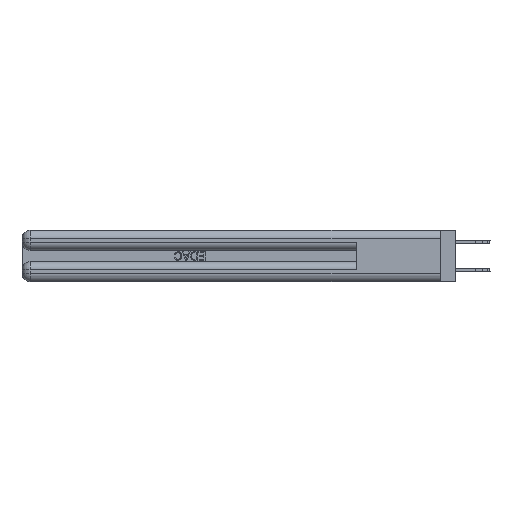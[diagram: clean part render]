
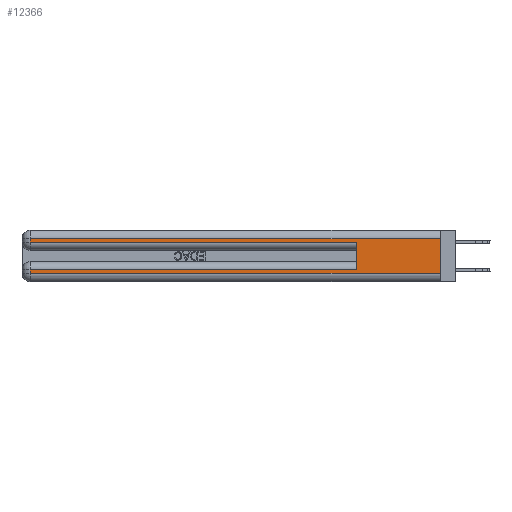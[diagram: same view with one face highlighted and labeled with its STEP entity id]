
A CAD part, left-side view. The second image highlights one B-rep face of the part: STEP entity #12366.
In plain terms, the highlighted planar face has unit normal (-1, 0, 0).
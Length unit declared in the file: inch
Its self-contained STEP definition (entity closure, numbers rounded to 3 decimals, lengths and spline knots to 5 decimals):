
#177 = VECTOR ( 'NONE', #32220, 39.37008 ) ;
#336 = DIRECTION ( 'NONE',  ( 0., 0., -1. ) ) ;
#1669 = ORIENTED_EDGE ( 'NONE', *, *, #20535, .T. ) ;
#2354 = EDGE_CURVE ( 'NONE', #13867, #32287, #3273, .T. ) ;
#2399 = LINE ( 'NONE', #27769, #33257 ) ;
#2639 = DIRECTION ( 'NONE',  ( 1., 0., 0. ) ) ;
#2889 = VERTEX_POINT ( 'NONE', #11020 ) ;
#3055 = AXIS2_PLACEMENT_3D ( 'NONE', #34628, #2639, #14179 ) ;
#3273 = LINE ( 'NONE', #34387, #33264 ) ;
#4540 = DIRECTION ( 'NONE',  ( 0., -1., 0. ) ) ;
#5195 = VERTEX_POINT ( 'NONE', #13287 ) ;
#5962 = CARTESIAN_POINT ( 'NONE',  ( 0., 2.94, 0.085 ) ) ;
#6408 = CARTESIAN_POINT ( 'NONE',  ( 0., 2.94, 0.285 ) ) ;
#6515 = CARTESIAN_POINT ( 'NONE',  ( 0., 2.94, 0.37 ) ) ;
#7210 = VERTEX_POINT ( 'NONE', #22012 ) ;
#7776 = CARTESIAN_POINT ( 'NONE',  ( 0., 0.6, 0.285 ) ) ;
#7950 = VECTOR ( 'NONE', #27231, 39.37008 ) ;
#8252 = ORIENTED_EDGE ( 'NONE', *, *, #27879, .T. ) ;
#8383 = PLANE ( 'NONE',  #3055 ) ;
#8608 = CARTESIAN_POINT ( 'NONE',  ( 0., 2.94, 0.37 ) ) ;
#8992 = CARTESIAN_POINT ( 'NONE',  ( 0., 0., 0.085 ) ) ;
#10275 = VERTEX_POINT ( 'NONE', #30107 ) ;
#11020 = CARTESIAN_POINT ( 'NONE',  ( 0., 0., 0.06 ) ) ;
#11083 = LINE ( 'NONE', #16645, #36964 ) ;
#12366 = ADVANCED_FACE ( 'NONE', ( #19790 ), #8383, .F. ) ;
#12549 = DIRECTION ( 'NONE',  ( 0., -1., 0. ) ) ;
#12854 = CARTESIAN_POINT ( 'NONE',  ( 0., 0.6, 0.145 ) ) ;
#13287 = CARTESIAN_POINT ( 'NONE',  ( 0., 0., 0.31 ) ) ;
#13867 = VERTEX_POINT ( 'NONE', #6408 ) ;
#14179 = DIRECTION ( 'NONE',  ( 0., 0., -1. ) ) ;
#16645 = CARTESIAN_POINT ( 'NONE',  ( 0., 0., 0.31 ) ) ;
#16665 = ORIENTED_EDGE ( 'NONE', *, *, #29387, .F. ) ;
#16784 = ORIENTED_EDGE ( 'NONE', *, *, #2354, .T. ) ;
#17733 = VERTEX_POINT ( 'NONE', #27302 ) ;
#18893 = LINE ( 'NONE', #8608, #33945 ) ;
#19790 = FACE_OUTER_BOUND ( 'NONE', #21329, .T. ) ;
#20225 = ORIENTED_EDGE ( 'NONE', *, *, #35196, .T. ) ;
#20535 = EDGE_CURVE ( 'NONE', #7210, #2889, #2399, .T. ) ;
#21329 = EDGE_LOOP ( 'NONE', ( #16665, #24841, #8252, #16784, #26263, #36210, #20225, #1669 ) ) ;
#21393 = VECTOR ( 'NONE', #28937, 39.37008 ) ;
#22012 = CARTESIAN_POINT ( 'NONE',  ( 0., 2.94, 0.06 ) ) ;
#23030 = DIRECTION ( 'NONE',  ( 0., 0., -1. ) ) ;
#23683 = CARTESIAN_POINT ( 'NONE',  ( 0., 0., 0.37 ) ) ;
#24208 = EDGE_CURVE ( 'NONE', #5195, #10275, #11083, .T. ) ;
#24841 = ORIENTED_EDGE ( 'NONE', *, *, #24208, .T. ) ;
#25168 = LINE ( 'NONE', #12854, #7950 ) ;
#26263 = ORIENTED_EDGE ( 'NONE', *, *, #29496, .F. ) ;
#27231 = DIRECTION ( 'NONE',  ( 0., 0., 1. ) ) ;
#27302 = CARTESIAN_POINT ( 'NONE',  ( 0., 0.6, 0.085 ) ) ;
#27769 = CARTESIAN_POINT ( 'NONE',  ( 0., 0., 0.06 ) ) ;
#27879 = EDGE_CURVE ( 'NONE', #10275, #13867, #18893, .T. ) ;
#28757 = DIRECTION ( 'NONE',  ( 0., 1., 0. ) ) ;
#28937 = DIRECTION ( 'NONE',  ( 0., 1., 0. ) ) ;
#29387 = EDGE_CURVE ( 'NONE', #5195, #2889, #31989, .T. ) ;
#29496 = EDGE_CURVE ( 'NONE', #17733, #32287, #25168, .T. ) ;
#30107 = CARTESIAN_POINT ( 'NONE',  ( 0., 2.94, 0.31 ) ) ;
#31989 = LINE ( 'NONE', #23683, #36996 ) ;
#32220 = DIRECTION ( 'NONE',  ( 0., 0., -1. ) ) ;
#32287 = VERTEX_POINT ( 'NONE', #7776 ) ;
#33257 = VECTOR ( 'NONE', #4540, 39.37008 ) ;
#33264 = VECTOR ( 'NONE', #12549, 39.37008 ) ;
#33945 = VECTOR ( 'NONE', #23030, 39.37008 ) ;
#34260 = LINE ( 'NONE', #6515, #177 ) ;
#34387 = CARTESIAN_POINT ( 'NONE',  ( 0., 0., 0.285 ) ) ;
#34534 = VERTEX_POINT ( 'NONE', #5962 ) ;
#34628 = CARTESIAN_POINT ( 'NONE',  ( 0., 0., 0.37 ) ) ;
#35196 = EDGE_CURVE ( 'NONE', #34534, #7210, #34260, .T. ) ;
#35519 = EDGE_CURVE ( 'NONE', #17733, #34534, #36945, .T. ) ;
#36210 = ORIENTED_EDGE ( 'NONE', *, *, #35519, .T. ) ;
#36945 = LINE ( 'NONE', #8992, #21393 ) ;
#36964 = VECTOR ( 'NONE', #28757, 39.37008 ) ;
#36996 = VECTOR ( 'NONE', #336, 39.37008 ) ;
